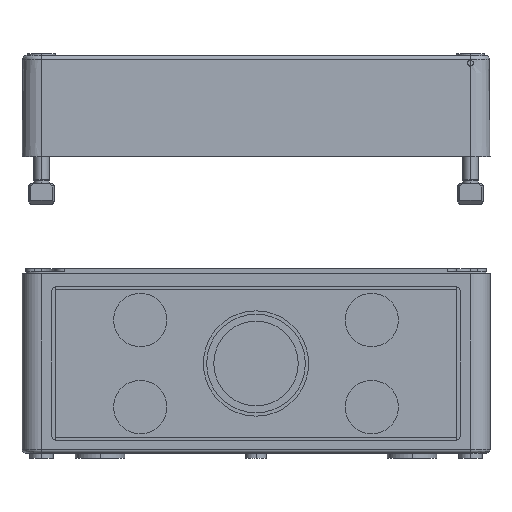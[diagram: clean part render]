
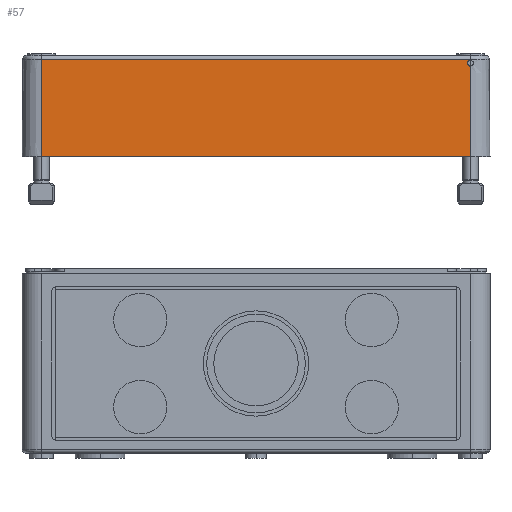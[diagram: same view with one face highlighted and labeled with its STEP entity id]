
A CAD part, left-side view. The second image highlights one B-rep face of the part: STEP entity #57.
In plain terms, the highlighted planar face has unit normal (-1, 0, 0.009).
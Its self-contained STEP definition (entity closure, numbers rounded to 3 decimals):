
#57 = ADVANCED_FACE ( 'NONE', ( #7305 ), #17621, .F. ) ;
#180 = DIRECTION ( 'NONE',  ( 0., -1., 0. ) ) ;
#807 = EDGE_LOOP ( 'NONE', ( #17853, #22052, #10523, #2071, #2713, #16576 ) ) ;
#1605 = DIRECTION ( 'NONE',  ( -0.009, 0., -1. ) ) ;
#2071 = ORIENTED_EDGE ( 'NONE', *, *, #9672, .F. ) ;
#2364 = DIRECTION ( 'NONE',  ( 0., 1., 0. ) ) ;
#2713 = ORIENTED_EDGE ( 'NONE', *, *, #14018, .F. ) ;
#2894 = CARTESIAN_POINT ( 'NONE',  ( -55., 82.5, 0. ) ) ;
#3012 = VERTEX_POINT ( 'NONE', #4625 ) ;
#3156 = VECTOR ( 'NONE', #19276, 1000. ) ;
#3263 = VECTOR ( 'NONE', #180, 1000. ) ;
#3473 = CARTESIAN_POINT ( 'NONE',  ( -54.695, -80.3, 34.9 ) ) ;
#3686 = VERTEX_POINT ( 'NONE', #12928 ) ;
#4544 = VERTEX_POINT ( 'NONE', #4789 ) ;
#4595 = VECTOR ( 'NONE', #10985, 1000. ) ;
#4625 = CARTESIAN_POINT ( 'NONE',  ( -54.676, -82.5, 37.1 ) ) ;
#4789 = CARTESIAN_POINT ( 'NONE',  ( -54.673, 82.5, 37.513 ) ) ;
#5087 = CARTESIAN_POINT ( 'NONE',  ( -55., -82.5, 0. ) ) ;
#5144 = VERTEX_POINT ( 'NONE', #20260 ) ;
#6515 = VERTEX_POINT ( 'NONE', #2894 ) ;
#6924 = CARTESIAN_POINT ( 'NONE',  ( -54.676, -82.5, 37.1 ) ) ;
#7273 = CARTESIAN_POINT ( 'NONE',  ( -55., 82.5, 0. ) ) ;
#7305 = FACE_OUTER_BOUND ( 'NONE', #807, .T. ) ;
#7582 = LINE ( 'NONE', #5087, #11634 ) ;
#7736 = LINE ( 'NONE', #17552, #3156 ) ;
#9013 = DIRECTION ( 'NONE',  ( -0.009, 0., -1. ) ) ;
#9672 = EDGE_CURVE ( 'NONE', #5144, #6515, #19853, .T. ) ;
#10047 = CARTESIAN_POINT ( 'NONE',  ( -54.673, -82.5, 37.513 ) ) ;
#10523 = ORIENTED_EDGE ( 'NONE', *, *, #22411, .F. ) ;
#10527 = CARTESIAN_POINT ( 'NONE',  ( -54.673, 82.5, 37.513 ) ) ;
#10985 = DIRECTION ( 'NONE',  ( 0.009, 0., 1. ) ) ;
#11072 = CARTESIAN_POINT ( 'NONE',  ( -54.673, 82.5, 37.513 ) ) ;
#11634 = VECTOR ( 'NONE', #1605, 1000. ) ;
#12374 = AXIS2_PLACEMENT_3D ( 'NONE', #7273, #19351, #9013 ) ;
#12712 = CARTESIAN_POINT ( 'NONE',  ( -55., 82.5, 0. ) ) ;
#12928 = CARTESIAN_POINT ( 'NONE',  ( -54.695, -82.5, 34.9 ) ) ;
#13765 = LINE ( 'NONE', #11072, #4595 ) ;
#13811 =( BOUNDED_CURVE ( )  B_SPLINE_CURVE ( 3, ( #15529, #3473, #17274, #6924 ),
 .UNSPECIFIED., .F., .F. ) 
 B_SPLINE_CURVE_WITH_KNOTS ( ( 4, 4 ),
 ( 0., 3.142 ),
 .UNSPECIFIED. ) 
 CURVE ( )  GEOMETRIC_REPRESENTATION_ITEM ( )  RATIONAL_B_SPLINE_CURVE ( ( 1., 0.333, 0.333, 1. ) ) 
 REPRESENTATION_ITEM ( '' )  );
#14018 = EDGE_CURVE ( 'NONE', #3686, #5144, #7582, .T. ) ;
#15529 = CARTESIAN_POINT ( 'NONE',  ( -54.695, -82.5, 34.9 ) ) ;
#16576 = ORIENTED_EDGE ( 'NONE', *, *, #16773, .T. ) ;
#16773 = EDGE_CURVE ( 'NONE', #3686, #3012, #13811, .T. ) ;
#17274 = CARTESIAN_POINT ( 'NONE',  ( -54.676, -80.3, 37.1 ) ) ;
#17327 = EDGE_CURVE ( 'NONE', #21285, #3012, #7736, .T. ) ;
#17552 = CARTESIAN_POINT ( 'NONE',  ( -55., -82.5, 0. ) ) ;
#17621 = PLANE ( 'NONE',  #12374 ) ;
#17853 = ORIENTED_EDGE ( 'NONE', *, *, #17327, .F. ) ;
#19276 = DIRECTION ( 'NONE',  ( -0.009, 0., -1. ) ) ;
#19285 = VECTOR ( 'NONE', #2364, 1000. ) ;
#19351 = DIRECTION ( 'NONE',  ( 1., 0., -0.009 ) ) ;
#19853 = LINE ( 'NONE', #12712, #19285 ) ;
#20260 = CARTESIAN_POINT ( 'NONE',  ( -55., -82.5, 0. ) ) ;
#21285 = VERTEX_POINT ( 'NONE', #10047 ) ;
#22052 = ORIENTED_EDGE ( 'NONE', *, *, #22217, .F. ) ;
#22164 = LINE ( 'NONE', #10527, #3263 ) ;
#22217 = EDGE_CURVE ( 'NONE', #4544, #21285, #22164, .T. ) ;
#22411 = EDGE_CURVE ( 'NONE', #6515, #4544, #13765, .T. ) ;
